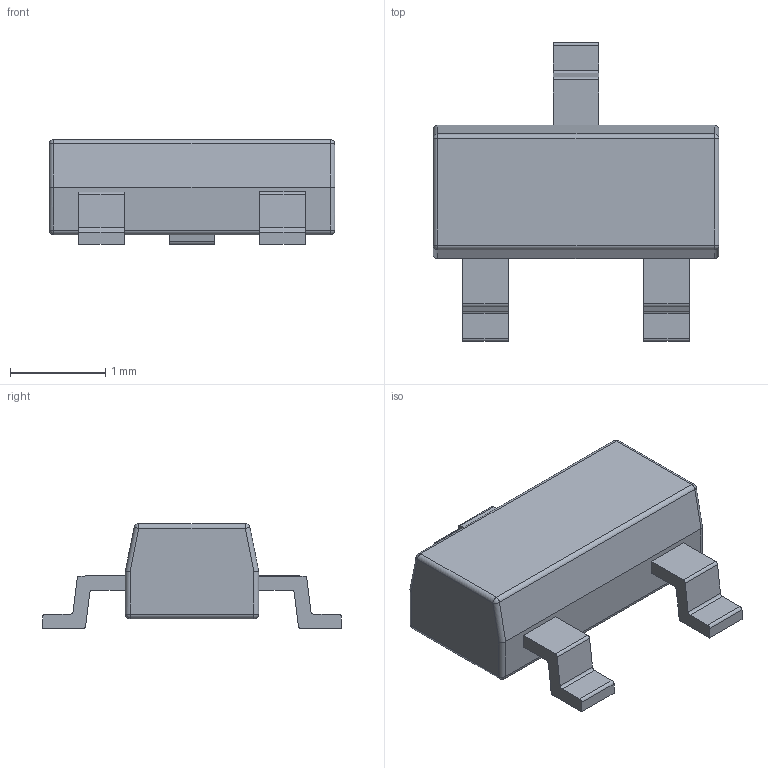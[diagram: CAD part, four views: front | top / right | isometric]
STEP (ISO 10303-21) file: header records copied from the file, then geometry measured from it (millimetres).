
FILE_DESCRIPTION (( 'STEP AP214' ), '1' );
FILE_NAME ('74DE4803-D06E-4FA8-8BE9-52FC528DE47A.STEP', '2008-05-18T23:17:49', ( 'Solidworks' ), ( 'Solidworks' ), 'SwSTEP 2.0', 'SolidWorks 2008', '' );
FILE_SCHEMA (( 'AUTOMOTIVE_DESIGN' ));
Length unit declared in the file: inch
Products named in the file (1): 74DE4803-D06E-4FA8-8BE9-52FC528DE47A
Bounding box: 3 x 3.14 x 1.1 mm (x, y, z)
Volume: 4.3 mm3; surface area: 20.7 mm2
Topology: 1 solids, 1 shells, 74 faces, 187 edges, 114 vertices
Faces by surface type: plane 35, cylinder 31, sphere 8
Entity records: 2576 total; most frequent: DIRECTION 379, CARTESIAN_POINT 376, ORIENTED_EDGE 358, EDGE_CURVE 179, AXIS2_PLACEMENT_3D 129, VECTOR 121, LINE 121, VERTEX_POINT 110
